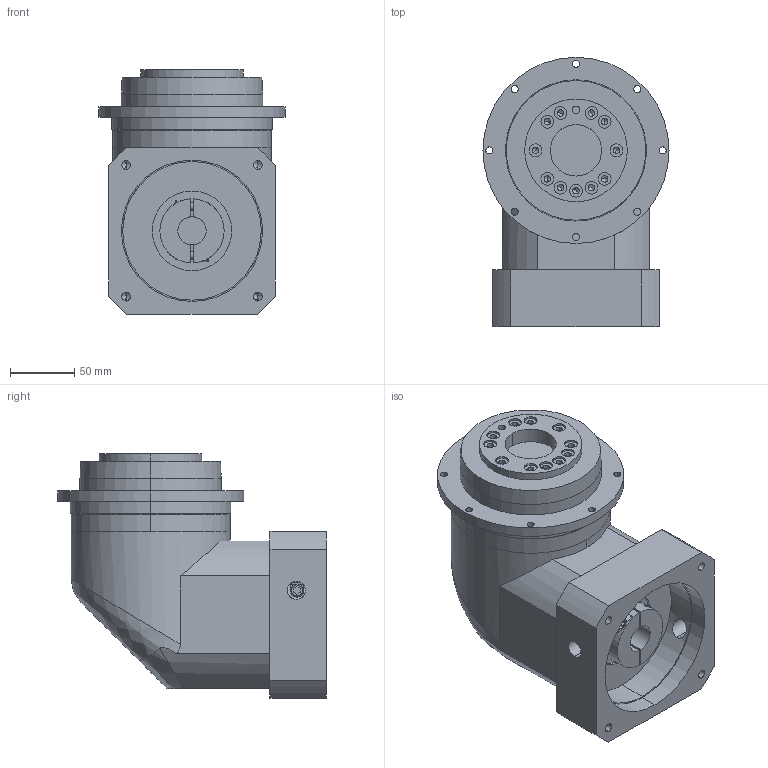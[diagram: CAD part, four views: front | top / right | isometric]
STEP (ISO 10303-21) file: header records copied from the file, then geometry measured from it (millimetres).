
FILE_DESCRIPTION (( 'STEP AP203' ), '1' );
FILE_NAME ('GPDR110-L1-(22-110-145-M8).STEP', '2022-05-26T06:45:07', ( '微软用户' ), ( '微软中国' ), 'SwSTEP 2.0', 'SolidWorks 2018', '' );
FILE_SCHEMA (( 'CONFIG_CONTROL_DESIGN' ));
Length unit declared in the file: millimetre
Products named in the file (1): GPDR110-L1-(22-110-145-M8)
Bounding box: 145 x 209.5 x 190.5 mm (x, y, z)
Volume: 2716866.6 mm3; surface area: 195527.7 mm2
Topology: 2 solids, 2 shells, 241 faces, 580 edges, 357 vertices
Faces by surface type: cylinder 130, plane 70, cone 34, torus 4, bspline 3
Entity records: 7693 total; most frequent: CARTESIAN_POINT 1944, DIRECTION 1261, ORIENTED_EDGE 1100, EDGE_CURVE 550, AXIS2_PLACEMENT_3D 503, VERTEX_POINT 357, EDGE_LOOP 309, CIRCLE 264
